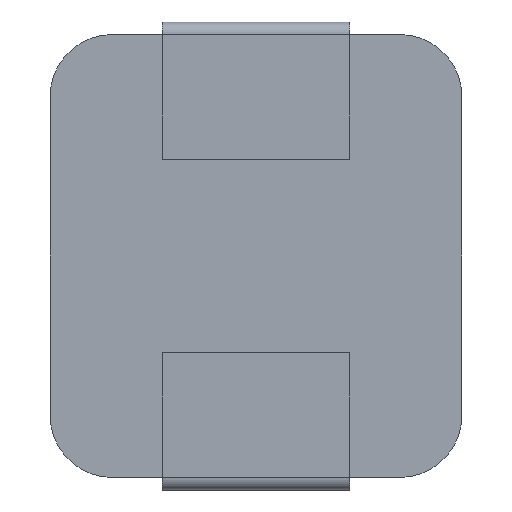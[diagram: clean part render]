
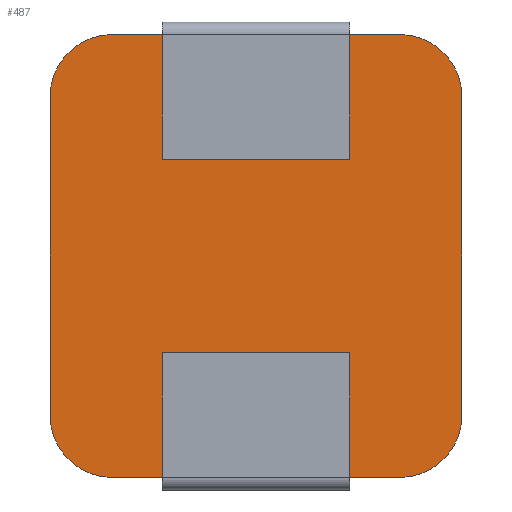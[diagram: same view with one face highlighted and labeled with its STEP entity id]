
A CAD part, front view. The second image highlights one B-rep face of the part: STEP entity #487.
In plain terms, the highlighted planar face has unit normal (0, -1, 0).
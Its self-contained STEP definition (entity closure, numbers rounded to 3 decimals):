
#29=CIRCLE('',#536,1.);
#30=CIRCLE('',#537,1.);
#31=CIRCLE('',#538,1.);
#32=CIRCLE('',#539,1.);
#59=FACE_OUTER_BOUND('',#87,.T.);
#87=EDGE_LOOP('',(#411,#412,#413,#414,#415,#416,#417,#418));
#133=LINE('',#781,#187);
#135=LINE('',#786,#189);
#139=LINE('',#795,#193);
#143=LINE('',#804,#197);
#187=VECTOR('',#637,1000.);
#189=VECTOR('',#641,1000.);
#193=VECTOR('',#647,1000.);
#197=VECTOR('',#653,1000.);
#231=VERTEX_POINT('',#778);
#232=VERTEX_POINT('',#780);
#233=VERTEX_POINT('',#784);
#234=VERTEX_POINT('',#785);
#237=VERTEX_POINT('',#793);
#238=VERTEX_POINT('',#794);
#241=VERTEX_POINT('',#802);
#242=VERTEX_POINT('',#803);
#289=EDGE_CURVE('',#231,#232,#133,.T.);
#291=EDGE_CURVE('',#233,#234,#135,.T.);
#295=EDGE_CURVE('',#237,#238,#139,.T.);
#299=EDGE_CURVE('',#241,#242,#143,.T.);
#303=EDGE_CURVE('',#231,#242,#29,.T.);
#304=EDGE_CURVE('',#241,#238,#30,.T.);
#305=EDGE_CURVE('',#237,#234,#31,.T.);
#306=EDGE_CURVE('',#233,#232,#32,.T.);
#411=ORIENTED_EDGE('',*,*,#289,.F.);
#412=ORIENTED_EDGE('',*,*,#303,.T.);
#413=ORIENTED_EDGE('',*,*,#299,.F.);
#414=ORIENTED_EDGE('',*,*,#304,.T.);
#415=ORIENTED_EDGE('',*,*,#295,.F.);
#416=ORIENTED_EDGE('',*,*,#305,.T.);
#417=ORIENTED_EDGE('',*,*,#291,.F.);
#418=ORIENTED_EDGE('',*,*,#306,.T.);
#463=PLANE('',#535);
#487=ADVANCED_FACE('',(#59),#463,.T.);
#535=AXIS2_PLACEMENT_3D('',#810,#657,#658);
#536=AXIS2_PLACEMENT_3D('',#811,#659,#660);
#537=AXIS2_PLACEMENT_3D('',#812,#661,#662);
#538=AXIS2_PLACEMENT_3D('',#813,#663,#664);
#539=AXIS2_PLACEMENT_3D('',#814,#665,#666);
#637=DIRECTION('',(0.,0.,1.));
#641=DIRECTION('',(1.,0.,0.));
#647=DIRECTION('',(0.,0.,-1.));
#653=DIRECTION('',(-1.,0.,0.));
#657=DIRECTION('center_axis',(0.,-1.,0.));
#658=DIRECTION('ref_axis',(0.,0.,-1.));
#659=DIRECTION('center_axis',(0.,-1.,0.));
#660=DIRECTION('ref_axis',(0.,0.,-1.));
#661=DIRECTION('center_axis',(0.,-1.,0.));
#662=DIRECTION('ref_axis',(0.,0.,-1.));
#663=DIRECTION('center_axis',(0.,-1.,0.));
#664=DIRECTION('ref_axis',(0.,0.,-1.));
#665=DIRECTION('center_axis',(0.,-1.,0.));
#666=DIRECTION('ref_axis',(0.,0.,-1.));
#778=CARTESIAN_POINT('',(0.,0.,-6.1));
#780=CARTESIAN_POINT('',(0.,0.,-1.));
#781=CARTESIAN_POINT('',(0.,0.,0.));
#784=CARTESIAN_POINT('',(1.,0.,0.));
#785=CARTESIAN_POINT('',(5.6,0.,0.));
#786=CARTESIAN_POINT('',(0.,0.,0.));
#793=CARTESIAN_POINT('',(6.6,0.,-1.));
#794=CARTESIAN_POINT('',(6.6,0.,-6.1));
#795=CARTESIAN_POINT('',(6.6,0.,0.));
#802=CARTESIAN_POINT('',(5.6,0.,-7.1));
#803=CARTESIAN_POINT('',(1.,0.,-7.1));
#804=CARTESIAN_POINT('',(0.,0.,-7.1));
#810=CARTESIAN_POINT('Origin',(0.,0.,0.));
#811=CARTESIAN_POINT('Origin',(1.,0.,-6.1));
#812=CARTESIAN_POINT('Origin',(5.6,0.,-6.1));
#813=CARTESIAN_POINT('Origin',(5.6,0.,-1.));
#814=CARTESIAN_POINT('Origin',(1.,0.,-1.));
